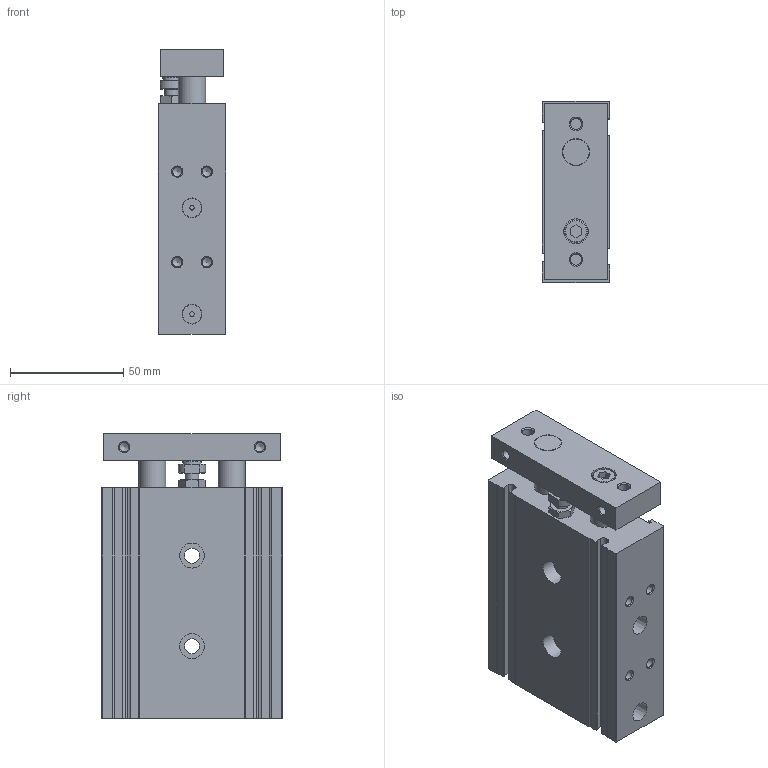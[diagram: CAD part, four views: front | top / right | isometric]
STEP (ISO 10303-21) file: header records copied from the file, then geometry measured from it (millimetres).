
FILE_DESCRIPTION( ( 'STEP AP203' ), '1' );
FILE_NAME( 'MCDA-03-25-30(0).stp', '2020-07-20T07:17:16', ( 'License CC BY-ND 4.0' ), ( 'CADENAS' ), ' ', 'PARTsolutions', ' ' );
FILE_SCHEMA( ( 'CONFIG_CONTROL_DESIGN' ) );
Length unit declared in the file: millimetre
Products named in the file (3): MCDA-03-25-30(0); _MCDA-03-25-30(0-b); _MCDA-03-25-30(0-r)
Assembly tree (2 placements, depth 2):
  MCDA-03-25-30(0)
    _MCDA-03-25-30(0-b)
    _MCDA-03-25-30(0-r)
Bounding box: 30 x 80 x 126 mm (x, y, z)
Volume: 231011.6 mm3; surface area: 72209.4 mm2
Topology: 2 solids, 2 shells, 202 faces, 460 edges, 294 vertices
Faces by surface type: plane 104, cone 51, cylinder 46, torus 1
Full cylindrical faces by diameter (mm): 2 x4, 4.134 x12, 4.917 x2, 6 x1, 6.647 x3, 8 x1, 10 x1, 11 x5, 12 x5, 25 x4, 26 x2
Entity records: 5346 total; most frequent: CARTESIAN_POINT 1003, DIRECTION 880, ORIENTED_EDGE 732, EDGE_CURVE 366, AXIS2_PLACEMENT_3D 341, EDGE_LOOP 318, VERTEX_POINT 288, FACE_OUTER_BOUND 243
